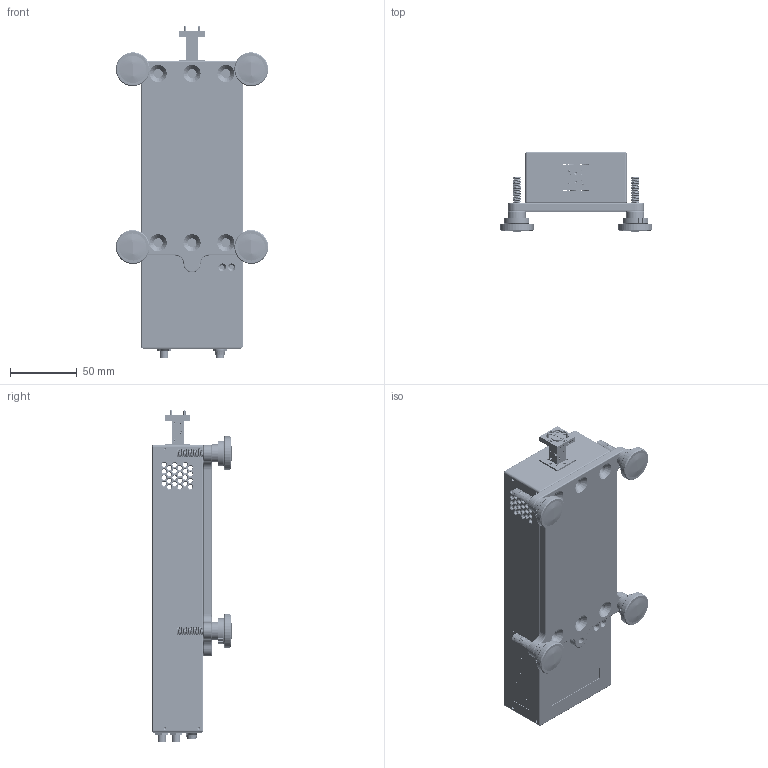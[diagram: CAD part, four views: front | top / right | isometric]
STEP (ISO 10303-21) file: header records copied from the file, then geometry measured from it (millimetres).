
FILE_DESCRIPTION(/* description */ ('VDI1.0VNAXTXRXM-20 with feet_SW'),/* implementation_level */ '2;1');
FILE_NAME(/* name */ 'VDI1.0VNAXTXRXM-20_SW with Feet.stp',/* time_stamp */ '2025-06-09T12:49:11-04:00',/* author */ ('sboelens'),/* organization */ (''),/* preprocessor_version */ 'ST-DEVELOPER v20',/* originating_system */ 'Autodesk Inventor 2025',/* authorisation */ '');
FILE_SCHEMA (('AUTOMOTIVE_DESIGN { 1 0 10303 214 3 1 1 }'));
Products named in the file (1): VDI1.0VNAXTXRXM-20 with feet_SW
Bounding box: 114.27 x 59.49 x 249.1 mm (x, y, z)
Volume: 232706.2 mm3; surface area: 130946.6 mm2
Topology: 4 solids, 4 shells, 5077 faces, 13301 edges, 8434 vertices
Faces by surface type: plane 2670, cylinder 1211, bspline 966, cone 190, torus 32, sphere 8
Full cylindrical faces by diameter (mm): 1.181 x6, 1.549 x4, 1.562 x6, 1.613 x4, 1.694 x4, 2 x5, 2.156 x17, 2.241 x2, 2.438 x13, 2.642 x6, 3.175 x48, 3.2 x4, 3.277 x14, 3.556 x4, 3.81 x29, 4.496 x4, 4.978 x12, 5.7 x1, 6.223 x8, 6.35 x56, 6.756 x6, 7.29 x1, 7.938 x1, 8.382 x1, 10.55 x1, 13.494 x4, 25.4 x4
Entity records: 260802 total; most frequent: CARTESIAN_POINT 137385, ORIENTED_EDGE 26534, DIRECTION 21509, EDGE_CURVE 13267, VERTEX_POINT 8434, LINE 7177, VECTOR 7177, AXIS2_PLACEMENT_3D 7166
